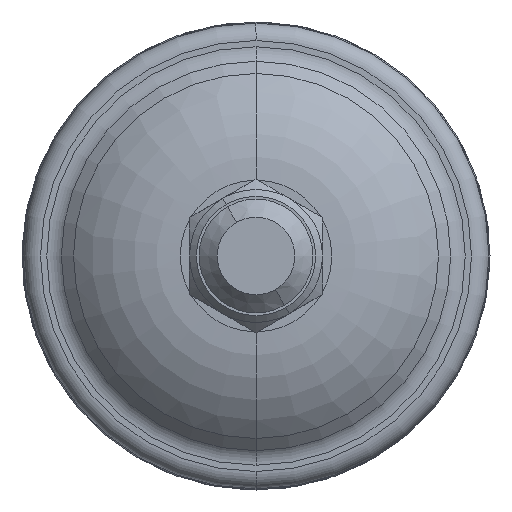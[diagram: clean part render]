
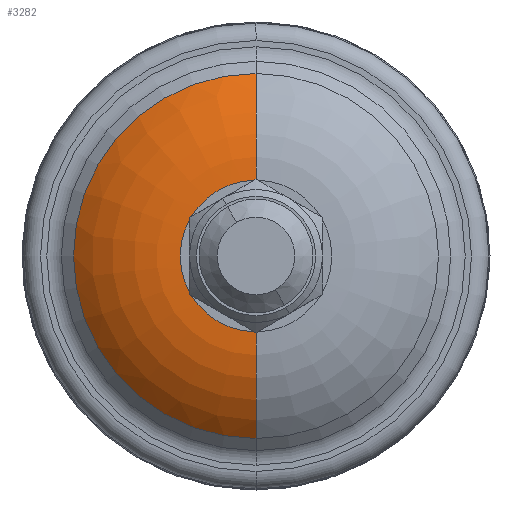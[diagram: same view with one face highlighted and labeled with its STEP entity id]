
A CAD part, left-side view. The second image highlights one B-rep face of the part: STEP entity #3282.
In plain terms, the highlighted toroidal (fillet/blend) face has major radius 10.84 mm and minor radius 22 mm.
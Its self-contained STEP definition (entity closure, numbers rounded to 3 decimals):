
#11 = VERTEX_POINT ( 'NONE', #231 ) ;
#12 = ORIENTED_EDGE ( 'NONE', *, *, #735, .F. ) ;
#156 = CIRCLE ( 'NONE', #759, 10.84 ) ;
#212 = CIRCLE ( 'NONE', #3490, 22. ) ;
#231 = CARTESIAN_POINT ( 'NONE',  ( -4.125, 0., -26.123 ) ) ;
#257 = ORIENTED_EDGE ( 'NONE', *, *, #1566, .T. ) ;
#548 = DIRECTION ( 'NONE',  ( 1., 0., 0. ) ) ;
#729 = VERTEX_POINT ( 'NONE', #2383 ) ;
#735 = EDGE_CURVE ( 'NONE', #3381, #11, #212, .T. ) ;
#759 = AXIS2_PLACEMENT_3D ( 'NONE', #2255, #1931, #3595 ) ;
#774 = DIRECTION ( 'NONE',  ( 1., 0., 0. ) ) ;
#982 = EDGE_CURVE ( 'NONE', #3381, #2190, #156, .T. ) ;
#1042 = ORIENTED_EDGE ( 'NONE', *, *, #1292, .F. ) ;
#1292 = EDGE_CURVE ( 'NONE', #11, #729, #1315, .T. ) ;
#1315 = CIRCLE ( 'NONE', #1375, 26.123 ) ;
#1336 = CARTESIAN_POINT ( 'NONE',  ( 11.7, 0., 10.84 ) ) ;
#1370 = EDGE_LOOP ( 'NONE', ( #2328, #257, #1042, #12 ) ) ;
#1375 = AXIS2_PLACEMENT_3D ( 'NONE', #1382, #774, #1897 ) ;
#1382 = CARTESIAN_POINT ( 'NONE',  ( -4.125, 0., 0. ) ) ;
#1566 = EDGE_CURVE ( 'NONE', #2190, #729, #1859, .T. ) ;
#1785 = DIRECTION ( 'NONE',  ( 0., -1., 0. ) ) ;
#1859 = CIRCLE ( 'NONE', #2352, 22. ) ;
#1897 = DIRECTION ( 'NONE',  ( 0., 0., -1. ) ) ;
#1910 = DIRECTION ( 'NONE',  ( 0., 0., 1. ) ) ;
#1931 = DIRECTION ( 'NONE',  ( 1., 0., 0. ) ) ;
#2111 = CARTESIAN_POINT ( 'NONE',  ( -10.3, 0., 10.84 ) ) ;
#2190 = VERTEX_POINT ( 'NONE', #2111 ) ;
#2197 = FACE_OUTER_BOUND ( 'NONE', #1370, .T. ) ;
#2255 = CARTESIAN_POINT ( 'NONE',  ( -10.3, 0., 0. ) ) ;
#2328 = ORIENTED_EDGE ( 'NONE', *, *, #982, .T. ) ;
#2352 = AXIS2_PLACEMENT_3D ( 'NONE', #1336, #2943, #1910 ) ;
#2383 = CARTESIAN_POINT ( 'NONE',  ( -4.125, 0., 26.123 ) ) ;
#2687 = CARTESIAN_POINT ( 'NONE',  ( -10.3, 0., -10.84 ) ) ;
#2703 = AXIS2_PLACEMENT_3D ( 'NONE', #3065, #548, #2752 ) ;
#2752 = DIRECTION ( 'NONE',  ( 0., 0., -1. ) ) ;
#2934 = DIRECTION ( 'NONE',  ( 0., 0., -1. ) ) ;
#2943 = DIRECTION ( 'NONE',  ( 0., 1., 0. ) ) ;
#3065 = CARTESIAN_POINT ( 'NONE',  ( 11.7, 0., 0. ) ) ;
#3239 = CARTESIAN_POINT ( 'NONE',  ( 11.7, 0., -10.84 ) ) ;
#3282 = ADVANCED_FACE ( 'NONE', ( #2197 ), #3645, .T. ) ;
#3381 = VERTEX_POINT ( 'NONE', #2687 ) ;
#3490 = AXIS2_PLACEMENT_3D ( 'NONE', #3239, #1785, #2934 ) ;
#3595 = DIRECTION ( 'NONE',  ( 0., 0., -1. ) ) ;
#3645 = TOROIDAL_SURFACE ( 'NONE', #2703, 10.84, 22. ) ;
